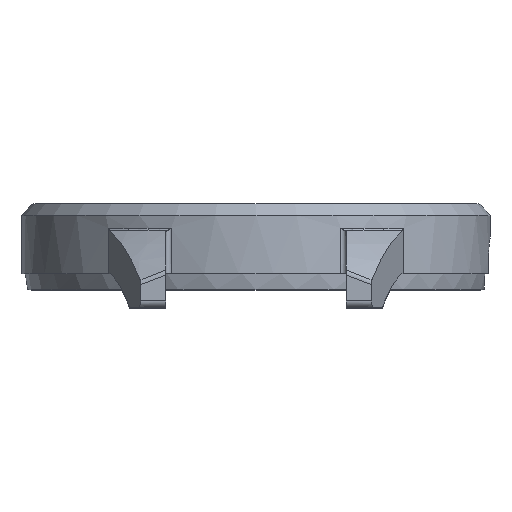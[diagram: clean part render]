
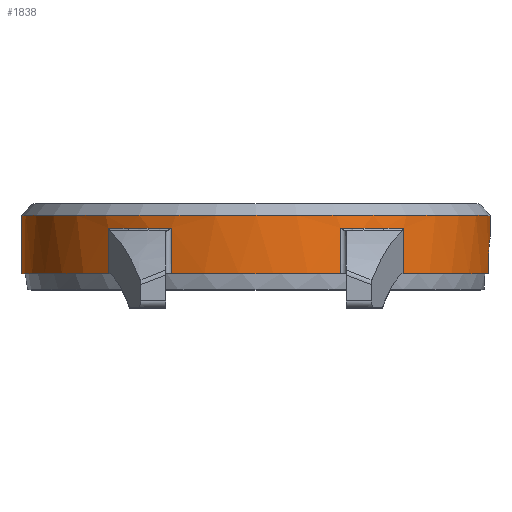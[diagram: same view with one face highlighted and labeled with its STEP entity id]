
A CAD part, top view. The second image highlights one B-rep face of the part: STEP entity #1838.
In plain terms, the highlighted cylindrical face has radius 18.25 mm (diameter 36.5 mm), a partial arc.
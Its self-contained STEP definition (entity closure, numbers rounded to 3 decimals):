
#102=CARTESIAN_POINT('',(0.,-0.9,0.));
#103=DIRECTION('',(0.,1.,0.));
#104=DIRECTION('',(-1.,0.,0.));
#105=AXIS2_PLACEMENT_3D('',#102,#103,#104);
#112=CARTESIAN_POINT('',(18.25,-2.65,0.));
#113=CARTESIAN_POINT('',(18.25,-2.65,0.128));
#114=CARTESIAN_POINT('',(18.247,-2.671,0.384));
#115=CARTESIAN_POINT('',(18.234,-2.779,0.788));
#116=CARTESIAN_POINT('',(18.214,-2.958,1.16));
#117=CARTESIAN_POINT('',(18.192,-3.183,1.468));
#118=CARTESIAN_POINT('',(18.169,-3.439,1.727));
#119=CARTESIAN_POINT('',(18.143,-3.8,1.979));
#120=CARTESIAN_POINT('',(18.123,-4.195,2.151));
#121=CARTESIAN_POINT('',(18.111,-4.613,2.245));
#122=CARTESIAN_POINT('',(18.11,-5.034,2.259));
#123=CARTESIAN_POINT('',(18.115,-5.312,2.217));
#124=CARTESIAN_POINT('',(18.119,-5.45,2.182));
#126=CARTESIAN_POINT('',(0.,-5.45,0.));
#127=DIRECTION('',(0.,-1.,0.));
#128=DIRECTION('',(0.993,0.,0.12));
#129=AXIS2_PLACEMENT_3D('',#126,#127,#128);
#131=CARTESIAN_POINT('',(0.,-1.9,0.));
#132=DIRECTION('',(0.,-1.,0.));
#133=DIRECTION('',(0.63,0.,0.776));
#134=AXIS2_PLACEMENT_3D('',#131,#132,#133);
#136=CARTESIAN_POINT('',(0.,-1.9,0.));
#137=DIRECTION('',(0.,1.,0.));
#138=DIRECTION('',(-0.63,0.,0.776));
#139=AXIS2_PLACEMENT_3D('',#136,#137,#138);
#141=CARTESIAN_POINT('',(0.,-5.45,0.));
#142=DIRECTION('',(0.,1.,0.));
#143=DIRECTION('',(-1.,0.,0.));
#144=AXIS2_PLACEMENT_3D('',#141,#142,#143);
#146=DIRECTION('',(0.,1.,0.));
#147=VECTOR('',#146,1.75);
#148=CARTESIAN_POINT('',(18.25,-2.65,0.));
#149=LINE('',#148,#147);
#150=DIRECTION('',(0.,1.,0.));
#151=VECTOR('',#150,4.55);
#152=CARTESIAN_POINT('',(-18.25,-5.45,0.));
#153=LINE('',#152,#151);
#188=CARTESIAN_POINT('',(0.,-5.45,0.));
#189=DIRECTION('',(0.,-1.,0.));
#190=DIRECTION('',(0.363,0.,0.932));
#191=AXIS2_PLACEMENT_3D('',#188,#189,#190);
#206=DIRECTION('',(0.,1.,0.));
#207=VECTOR('',#206,3.55);
#208=CARTESIAN_POINT('',(-11.5,-5.45,14.171));
#209=LINE('',#208,#207);
#294=DIRECTION('',(0.,-1.,0.));
#295=VECTOR('',#294,3.55);
#296=CARTESIAN_POINT('',(-6.616,-1.9,17.008));
#297=LINE('',#296,#295);
#460=DIRECTION('',(0.,-1.,0.));
#461=VECTOR('',#460,3.55);
#462=CARTESIAN_POINT('',(6.616,-1.9,17.008));
#463=LINE('',#462,#461);
#497=DIRECTION('',(0.,1.,0.));
#498=VECTOR('',#497,3.55);
#499=CARTESIAN_POINT('',(11.5,-5.45,14.171));
#500=LINE('',#499,#498);
#1405=CARTESIAN_POINT('',(18.25,-2.65,0.));
#1406=CARTESIAN_POINT('',(18.25,-0.9,0.));
#1407=VERTEX_POINT('',#1405);
#1408=VERTEX_POINT('',#1406);
#1433=CARTESIAN_POINT('',(-18.25,-5.45,0.));
#1434=CARTESIAN_POINT('',(-18.25,-0.9,0.));
#1435=VERTEX_POINT('',#1433);
#1436=VERTEX_POINT('',#1434);
#1471=CARTESIAN_POINT('',(6.616,-5.45,17.008));
#1473=VERTEX_POINT('',#1471);
#1483=CARTESIAN_POINT('',(18.119,-5.45,2.182));
#1485=VERTEX_POINT('',#1483);
#1487=CARTESIAN_POINT('',(11.5,-5.45,14.171));
#1488=VERTEX_POINT('',#1487);
#1532=CARTESIAN_POINT('',(11.5,-1.9,14.171));
#1533=VERTEX_POINT('',#1532);
#1534=CARTESIAN_POINT('',(6.616,-1.9,17.008));
#1535=VERTEX_POINT('',#1534);
#1570=CARTESIAN_POINT('',(-11.5,-5.45,14.171));
#1572=VERTEX_POINT('',#1570);
#1587=CARTESIAN_POINT('',(-6.616,-5.45,17.008));
#1589=VERTEX_POINT('',#1587);
#1592=CARTESIAN_POINT('',(-11.5,-1.9,14.171));
#1593=VERTEX_POINT('',#1592);
#1594=CARTESIAN_POINT('',(-6.616,-1.9,17.008));
#1595=VERTEX_POINT('',#1594);
#1806=CARTESIAN_POINT('',(0.,0.,0.));
#1807=DIRECTION('',(0.,-1.,0.));
#1808=DIRECTION('',(1.,0.,0.));
#1809=AXIS2_PLACEMENT_3D('',#1806,#1807,#1808);
#1810=CYLINDRICAL_SURFACE('',#1809,18.25);
#1812=ORIENTED_EDGE('',*,*,#1811,.F.);
#1814=ORIENTED_EDGE('',*,*,#1813,.T.);
#1816=ORIENTED_EDGE('',*,*,#1815,.T.);
#1818=ORIENTED_EDGE('',*,*,#1817,.T.);
#1820=ORIENTED_EDGE('',*,*,#1819,.T.);
#1822=ORIENTED_EDGE('',*,*,#1821,.T.);
#1824=ORIENTED_EDGE('',*,*,#1823,.T.);
#1826=ORIENTED_EDGE('',*,*,#1825,.F.);
#1828=ORIENTED_EDGE('',*,*,#1827,.F.);
#1830=ORIENTED_EDGE('',*,*,#1829,.F.);
#1832=ORIENTED_EDGE('',*,*,#1831,.F.);
#1834=ORIENTED_EDGE('',*,*,#1833,.T.);
#1835=ORIENTED_EDGE('',*,*,#1799,.T.);
#1836=EDGE_LOOP('',(#1812,#1814,#1816,#1818,#1820,#1822,#1824,#1826,#1828,#1830,
#1832,#1834,#1835));
#1837=FACE_OUTER_BOUND('',#1836,.F.);
#1838=ADVANCED_FACE('',(#1837),#1810,.T.);
#106=CIRCLE('',#105,18.25);
#125=B_SPLINE_CURVE_WITH_KNOTS('',3,(#112,#113,#114,#115,#116,#117,#118,#119,
#120,#121,#122,#123,#124),.UNSPECIFIED.,.F.,.F.,(4,1,1,1,1,1,1,1,1,1,4),(0.,
0.1,0.2,0.3,0.4,0.5,0.6,0.7,0.8,0.9,1.),.UNSPECIFIED.);
#130=CIRCLE('',#129,18.25);
#135=CIRCLE('',#134,18.25);
#140=CIRCLE('',#139,18.25);
#145=CIRCLE('',#144,18.25);
#192=CIRCLE('',#191,18.25);
#1799=EDGE_CURVE('',#1436,#1408,#106,.T.);
#1811=EDGE_CURVE('',#1407,#1408,#149,.T.);
#1813=EDGE_CURVE('',#1407,#1485,#125,.T.);
#1815=EDGE_CURVE('',#1485,#1488,#130,.T.);
#1817=EDGE_CURVE('',#1488,#1533,#500,.T.);
#1819=EDGE_CURVE('',#1533,#1535,#135,.T.);
#1821=EDGE_CURVE('',#1535,#1473,#463,.T.);
#1823=EDGE_CURVE('',#1473,#1589,#192,.T.);
#1825=EDGE_CURVE('',#1595,#1589,#297,.T.);
#1827=EDGE_CURVE('',#1593,#1595,#140,.T.);
#1829=EDGE_CURVE('',#1572,#1593,#209,.T.);
#1831=EDGE_CURVE('',#1435,#1572,#145,.T.);
#1833=EDGE_CURVE('',#1435,#1436,#153,.T.);
